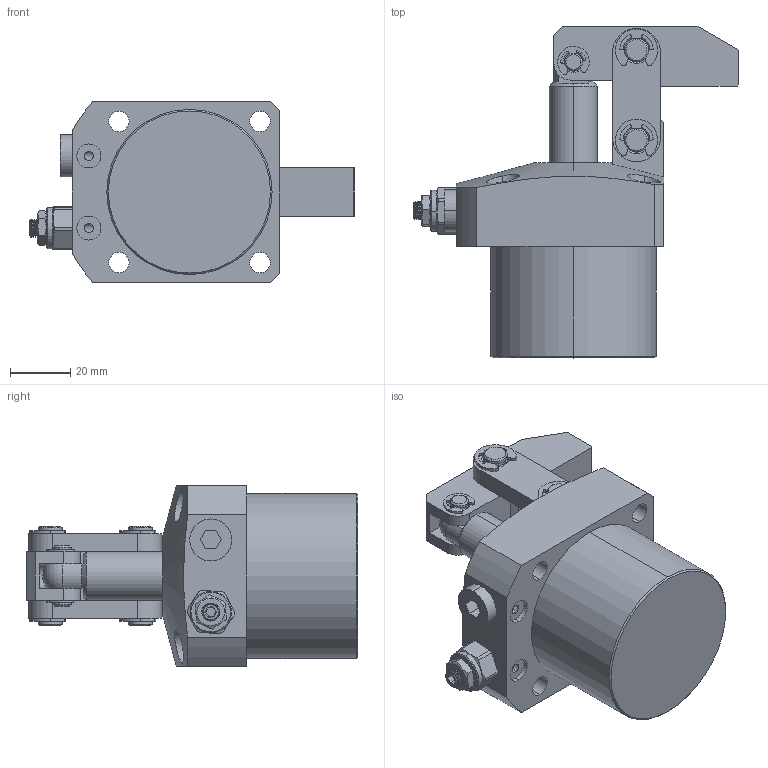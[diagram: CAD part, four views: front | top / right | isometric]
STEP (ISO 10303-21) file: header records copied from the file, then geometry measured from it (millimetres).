
FILE_DESCRIPTION (( 'STEP AP214' ), '1' );
FILE_NAME ('CLKA-055C油压杠杆缸三维图.STEP', '2022-06-27T01:23:23', ( 'PC' ), ( '' ), 'SwSTEP 2.0', 'SolidWorks 2016', '' );
FILE_SCHEMA (( 'AUTOMOTIVE_DESIGN' ));
Length unit declared in the file: millimetre
Products named in the file (11): 40傻种1_3_3; CLKA-40揤旋2_3_3; CLKA-055活塞杆_3; 开口挡圈8_3_3; 40酗种_3_3; CLKA-055C油压杠杆缸三维图; CLKA-055蟀裝; 055G掛极; CZL10覃厒概002; 囀鞠褒黑芛郔陔1-8_1; 开口挡圈6_3_3
Assembly tree (16 placements, depth 2):
  CLKA-055C油压杠杆缸三维图
    40酗种_3_3  x2
    开口挡圈8_3_3  x4
    CLKA-055活塞杆_3
    CLKA-40揤旋2_3_3
    40傻种1_3_3
    开口挡圈6_3_3  x2
    囀鞠褒黑芛郔陔1-8_1
    CZL10覃厒概002
    055G掛极
    CLKA-055蟀裝  x2
Bounding box: 108.3 x 110.5 x 60 mm (x, y, z)
Volume: 188107.2 mm3; surface area: 53579 mm2
Topology: 18 solids, 18 shells, 585 faces, 1493 edges, 964 vertices
Faces by surface type: cylinder 301, plane 171, cone 87, bspline 25, sphere 1
Entity records: 17281 total; most frequent: CARTESIAN_POINT 6482, DIRECTION 2196, ORIENTED_EDGE 2164, EDGE_CURVE 1082, AXIS2_PLACEMENT_3D 869, VERTEX_POINT 695, EDGE_LOOP 493, VECTOR 458
